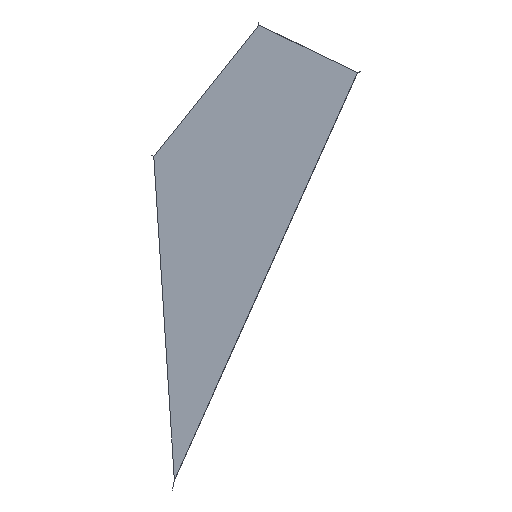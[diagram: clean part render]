
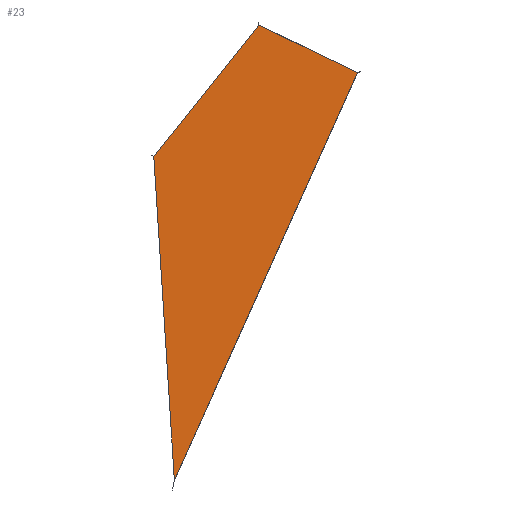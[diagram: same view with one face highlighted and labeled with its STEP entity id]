
A CAD part, front view. The second image highlights one B-rep face of the part: STEP entity #23.
In plain terms, the highlighted planar face has unit normal (0, -1, 0).
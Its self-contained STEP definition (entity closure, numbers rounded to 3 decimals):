
#23=ADVANCED_FACE($,(#35),#229,.T.);
#35=FACE_OUTER_BOUND($,#47,.T.);
#47=EDGE_LOOP($,(#59,#60,#61,#62));
#59=ORIENTED_EDGE($,*,*,#149,.T.);
#60=ORIENTED_EDGE($,*,*,#154,.T.);
#61=ORIENTED_EDGE($,*,*,#153,.T.);
#62=ORIENTED_EDGE($,*,*,#152,.T.);
#149=EDGE_CURVE($,#194,#198,#235,.T.);
#152=EDGE_CURVE($,#196,#194,#238,.T.);
#153=EDGE_CURVE($,#197,#196,#239,.T.);
#154=EDGE_CURVE($,#198,#197,#240,.T.);
#194=VERTEX_POINT($,#525);
#196=VERTEX_POINT($,#527);
#197=VERTEX_POINT($,#528);
#198=VERTEX_POINT($,#529);
#229=PLANE($,#422);
#235=B_SPLINE_CURVE_WITH_KNOTS($,1,(#495,#496),.UNSPECIFIED.,.F.,.F.,(2,
2),(0.,1292.202),.UNSPECIFIED.);
#238=B_SPLINE_CURVE_WITH_KNOTS($,1,(#501,#502),.UNSPECIFIED.,.F.,.F.,(2,
2),(2095.648,3034.105),.UNSPECIFIED.);
#239=B_SPLINE_CURVE_WITH_KNOTS($,1,(#503,#504),.UNSPECIFIED.,.F.,.F.,(2,
2),(1609.451,2095.648),.UNSPECIFIED.);
#240=B_SPLINE_CURVE_WITH_KNOTS($,1,(#505,#506),.UNSPECIFIED.,.F.,.F.,(2,
2),(1292.202,1609.451),.UNSPECIFIED.);
#422=AXIS2_PLACEMENT_3D($,#519,#442,$);
#442=DIRECTION($,(0.,-1.,0.));
#495=CARTESIAN_POINT($,(-43.,-543.94,-130.01));
#496=CARTESIAN_POINT($,(486.778,-543.94,1048.6));
#501=CARTESIAN_POINT($,(-102.578,-543.94,806.555));
#502=CARTESIAN_POINT($,(-43.,-543.94,-130.01));
#503=CARTESIAN_POINT($,(200.989,-543.94,1186.337));
#504=CARTESIAN_POINT($,(-102.578,-543.94,806.555));
#505=CARTESIAN_POINT($,(486.778,-543.94,1048.6));
#506=CARTESIAN_POINT($,(200.989,-543.94,1186.337));
#519=CARTESIAN_POINT($,(-43.,-543.94,-130.01));
#525=CARTESIAN_POINT($,(-43.,-543.94,-130.01));
#527=CARTESIAN_POINT($,(-102.578,-543.94,806.555));
#528=CARTESIAN_POINT($,(200.989,-543.94,1186.337));
#529=CARTESIAN_POINT($,(486.778,-543.94,1048.6));
